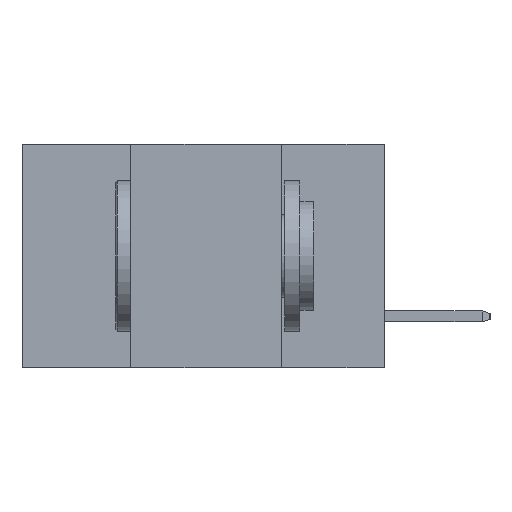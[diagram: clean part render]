
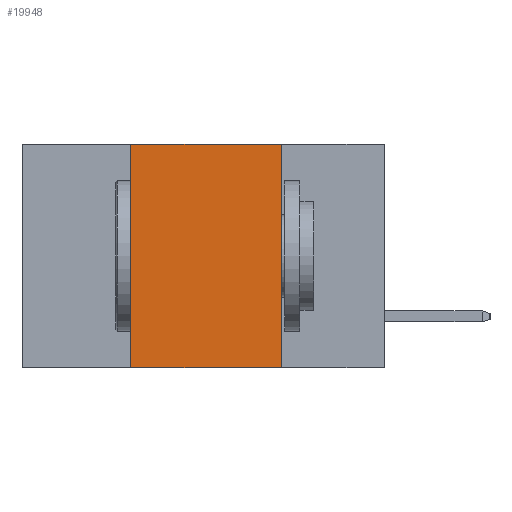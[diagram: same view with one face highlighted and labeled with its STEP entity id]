
A CAD part, left-side view. The second image highlights one B-rep face of the part: STEP entity #19948.
In plain terms, the highlighted planar face has unit normal (-1, 0, 0).
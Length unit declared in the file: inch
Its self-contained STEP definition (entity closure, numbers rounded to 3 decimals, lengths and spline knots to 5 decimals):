
#480 = LINE ( 'NONE', #13886, #5928 ) ;
#781 = ORIENTED_EDGE ( 'NONE', *, *, #23553, .F. ) ;
#834 = VERTEX_POINT ( 'NONE', #10127 ) ;
#1601 = DIRECTION ( 'NONE',  ( 0., 0., 1. ) ) ;
#5133 = DIRECTION ( 'NONE',  ( 1., 0., 0. ) ) ;
#5928 = VECTOR ( 'NONE', #1601, 39.37008 ) ;
#6109 = FACE_OUTER_BOUND ( 'NONE', #9077, .T. ) ;
#6608 = EDGE_CURVE ( 'NONE', #13333, #834, #9720, .T. ) ;
#6653 = CARTESIAN_POINT ( 'NONE',  ( 0., 0.42, 0. ) ) ;
#7094 = PLANE ( 'NONE',  #13015 ) ;
#7348 = VERTEX_POINT ( 'NONE', #8003 ) ;
#8003 = CARTESIAN_POINT ( 'NONE',  ( 0., 0.42, -0.37 ) ) ;
#9077 = EDGE_LOOP ( 'NONE', ( #18102, #15866, #781, #25168 ) ) ;
#9451 = EDGE_CURVE ( 'NONE', #7348, #834, #15600, .T. ) ;
#9720 = LINE ( 'NONE', #17429, #14536 ) ;
#10120 = VERTEX_POINT ( 'NONE', #6653 ) ;
#10127 = CARTESIAN_POINT ( 'NONE',  ( 0., 0.17, -0.37 ) ) ;
#12957 = DIRECTION ( 'NONE',  ( 0., -1., 0. ) ) ;
#13015 = AXIS2_PLACEMENT_3D ( 'NONE', #17418, #5133, #19492 ) ;
#13333 = VERTEX_POINT ( 'NONE', #15616 ) ;
#13655 = CARTESIAN_POINT ( 'NONE',  ( 0., 0.6, 0. ) ) ;
#13886 = CARTESIAN_POINT ( 'NONE',  ( 0., 0.42, -0.37 ) ) ;
#14463 = EDGE_CURVE ( 'NONE', #10120, #13333, #16100, .T. ) ;
#14536 = VECTOR ( 'NONE', #17279, 39.37008 ) ;
#15600 = LINE ( 'NONE', #19071, #25868 ) ;
#15616 = CARTESIAN_POINT ( 'NONE',  ( 0., 0.17, 0. ) ) ;
#15866 = ORIENTED_EDGE ( 'NONE', *, *, #14463, .F. ) ;
#16100 = LINE ( 'NONE', #13655, #20929 ) ;
#17279 = DIRECTION ( 'NONE',  ( 0., 0., -1. ) ) ;
#17418 = CARTESIAN_POINT ( 'NONE',  ( 0., 0.6, 0. ) ) ;
#17429 = CARTESIAN_POINT ( 'NONE',  ( 0., 0.17, -0.37 ) ) ;
#18102 = ORIENTED_EDGE ( 'NONE', *, *, #6608, .F. ) ;
#19071 = CARTESIAN_POINT ( 'NONE',  ( 0., 0.6, -0.37 ) ) ;
#19492 = DIRECTION ( 'NONE',  ( 0., 0., -1. ) ) ;
#19948 = ADVANCED_FACE ( 'NONE', ( #6109 ), #7094, .F. ) ;
#20929 = VECTOR ( 'NONE', #25935, 39.37008 ) ;
#23553 = EDGE_CURVE ( 'NONE', #7348, #10120, #480, .T. ) ;
#25168 = ORIENTED_EDGE ( 'NONE', *, *, #9451, .T. ) ;
#25868 = VECTOR ( 'NONE', #12957, 39.37008 ) ;
#25935 = DIRECTION ( 'NONE',  ( 0., -1., 0. ) ) ;
